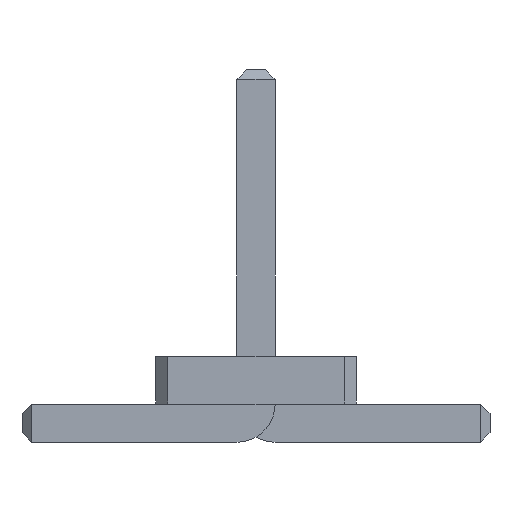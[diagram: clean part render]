
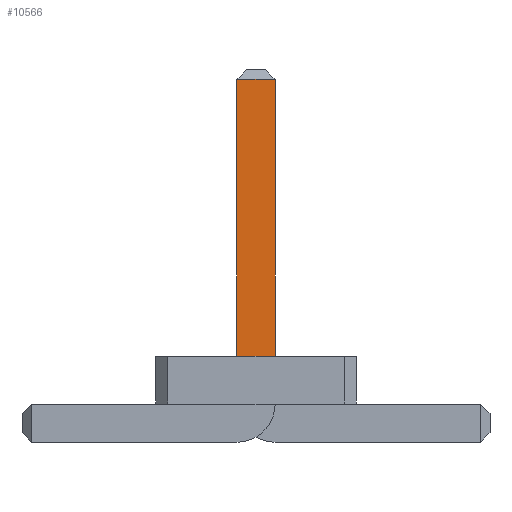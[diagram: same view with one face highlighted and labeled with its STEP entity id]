
A CAD part, front view. The second image highlights one B-rep face of the part: STEP entity #10566.
In plain terms, the highlighted planar face has unit normal (0, -1, 0).
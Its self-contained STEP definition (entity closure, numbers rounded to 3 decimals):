
#3978 = VERTEX_POINT('',#3979);
#3979 = CARTESIAN_POINT('',(-0.2,-13.535,0.9));
#3985 = EDGE_CURVE('',#3978,#3986,#3988,.T.);
#3986 = VERTEX_POINT('',#3987);
#3987 = CARTESIAN_POINT('',(0.2,-13.535,0.9));
#3988 = LINE('',#3989,#3990);
#3989 = CARTESIAN_POINT('',(-0.362,-13.535,0.9));
#3990 = VECTOR('',#3991,1.);
#3991 = DIRECTION('',(1.,0.,0.));
#10548 = EDGE_CURVE('',#3986,#10549,#10551,.T.);
#10549 = VERTEX_POINT('',#10550);
#10550 = CARTESIAN_POINT('',(0.2,-13.535,3.8));
#10551 = LINE('',#10552,#10553);
#10552 = CARTESIAN_POINT('',(0.2,-13.535,0.));
#10553 = VECTOR('',#10554,1.);
#10554 = DIRECTION('',(0.,0.,1.));
#10566 = ADVANCED_FACE('',(#10567),#10585,.F.);
#10567 = FACE_BOUND('',#10568,.F.);
#10568 = EDGE_LOOP('',(#10569,#10570,#10571,#10579));
#10569 = ORIENTED_EDGE('',*,*,#10548,.F.);
#10570 = ORIENTED_EDGE('',*,*,#3985,.F.);
#10571 = ORIENTED_EDGE('',*,*,#10572,.F.);
#10572 = EDGE_CURVE('',#10573,#3978,#10575,.T.);
#10573 = VERTEX_POINT('',#10574);
#10574 = CARTESIAN_POINT('',(-0.2,-13.535,3.8));
#10575 = LINE('',#10576,#10577);
#10576 = CARTESIAN_POINT('',(-0.2,-13.535,3.9));
#10577 = VECTOR('',#10578,1.);
#10578 = DIRECTION('',(0.,0.,-1.));
#10579 = ORIENTED_EDGE('',*,*,#10580,.F.);
#10580 = EDGE_CURVE('',#10549,#10573,#10581,.T.);
#10581 = LINE('',#10582,#10583);
#10582 = CARTESIAN_POINT('',(0.2,-13.535,3.8));
#10583 = VECTOR('',#10584,1.);
#10584 = DIRECTION('',(-1.,0.,0.));
#10585 = PLANE('',#10586);
#10586 = AXIS2_PLACEMENT_3D('',#10587,#10588,#10589);
#10587 = CARTESIAN_POINT('',(0.2,-13.535,3.9));
#10588 = DIRECTION('',(0.,1.,0.));
#10589 = DIRECTION('',(0.,0.,1.));
